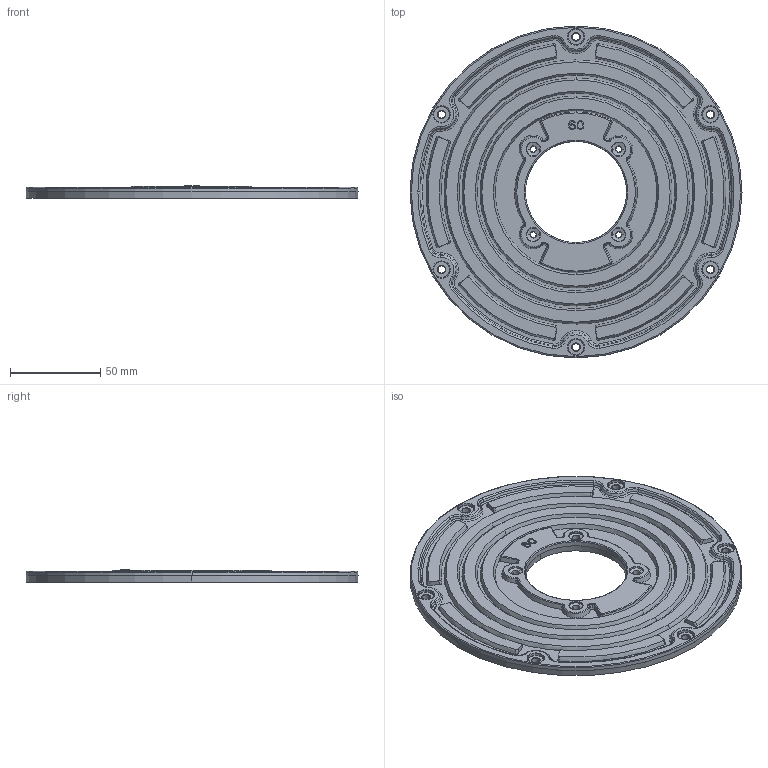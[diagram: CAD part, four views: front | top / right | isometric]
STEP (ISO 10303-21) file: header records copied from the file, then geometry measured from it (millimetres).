
FILE_DESCRIPTION (( 'STEP AP203' ), '1' );
FILE_NAME ('UFO184-TXX-K56-20210415-KH.stp', '2021-10-14T03:19:46', ( 'Windows 蚚誧' ), ( '' ), 'SwSTEP 2.0', 'SolidWorks 2019', '' );
FILE_SCHEMA (( 'CONFIG_CONTROL_DESIGN' ));
Length unit declared in the file: millimetre
Products named in the file (1): UFO184-TXX-K56-20210415-KH
Bounding box: 184 x 184 x 6.7 mm (x, y, z)
Volume: 82042.1 mm3; surface area: 66158.1 mm2
Topology: 1 solids, 1 shells, 1086 faces, 2773 edges, 1741 vertices
Faces by surface type: torus 314, bspline 245, cone 227, plane 219, cylinder 81
Entity records: 52712 total; most frequent: CARTESIAN_POINT 28607, ORIENTED_EDGE 5546, DIRECTION 4446, EDGE_CURVE 2773, AXIS2_PLACEMENT_3D 1915, VERTEX_POINT 1741, EDGE_LOOP 1160, FACE_OUTER_BOUND 1086
